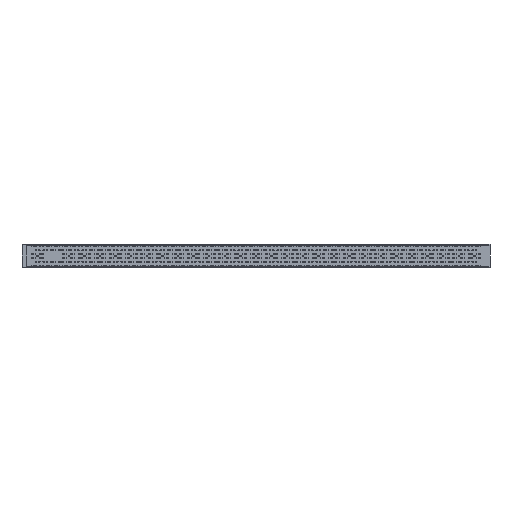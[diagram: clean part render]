
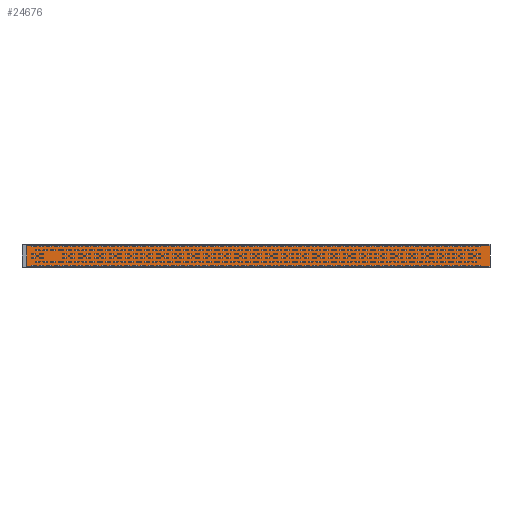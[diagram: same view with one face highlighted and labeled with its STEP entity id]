
A CAD part, top view. The second image highlights one B-rep face of the part: STEP entity #24676.
In plain terms, the highlighted planar face has unit normal (0, 0, 1).
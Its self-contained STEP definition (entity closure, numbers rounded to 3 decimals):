
#5026=FACE_OUTER_BOUND('',#6111,.T.);
#6111=EDGE_LOOP('',(#19310,#19311,#19312,#19313));
#7200=LINE('',#37105,#9248);
#7201=LINE('',#37107,#9249);
#7202=LINE('',#37109,#9250);
#7203=LINE('',#37110,#9251);
#9248=VECTOR('',#28863,1.);
#9249=VECTOR('',#28864,1.);
#9250=VECTOR('',#28865,1.);
#9251=VECTOR('',#28866,1.);
#11296=VERTEX_POINT('',#37103);
#11297=VERTEX_POINT('',#37104);
#11298=VERTEX_POINT('',#37106);
#11299=VERTEX_POINT('',#37108);
#15251=EDGE_CURVE('',#11296,#11297,#7200,.T.);
#15252=EDGE_CURVE('',#11296,#11298,#7201,.T.);
#15253=EDGE_CURVE('',#11298,#11299,#7202,.F.);
#15254=EDGE_CURVE('',#11297,#11299,#7203,.T.);
#19310=ORIENTED_EDGE('',*,*,#15251,.F.);
#19311=ORIENTED_EDGE('',*,*,#15252,.T.);
#19312=ORIENTED_EDGE('',*,*,#15253,.T.);
#19313=ORIENTED_EDGE('',*,*,#15254,.F.);
#23649=PLANE('',#25763);
#24676=ADVANCED_FACE('',(#5026),#23649,.T.);
#25763=AXIS2_PLACEMENT_3D('',#37102,#28861,#28862);
#28861=DIRECTION('center_axis',(0.,0.,1.));
#28862=DIRECTION('ref_axis',(1.,0.,0.));
#28863=DIRECTION('',(-1.,0.,0.));
#28864=DIRECTION('',(0.,1.,0.));
#28865=DIRECTION('',(1.,0.,0.));
#28866=DIRECTION('',(0.,1.,0.));
#37102=CARTESIAN_POINT('Origin',(1515.875,74.215,-2.));
#37103=CARTESIAN_POINT('',(3030.875,1.815,-2.));
#37104=CARTESIAN_POINT('',(31.865,1.815,-2.));
#37105=CARTESIAN_POINT('',(31.87,1.815,-2.));
#37106=CARTESIAN_POINT('',(3030.875,146.615,-2.));
#37107=CARTESIAN_POINT('',(3030.875,74.215,-2.));
#37108=CARTESIAN_POINT('',(31.865,146.615,-2.));
#37109=CARTESIAN_POINT('',(31.87,146.615,-2.));
#37110=CARTESIAN_POINT('',(31.865,74.215,-2.));
